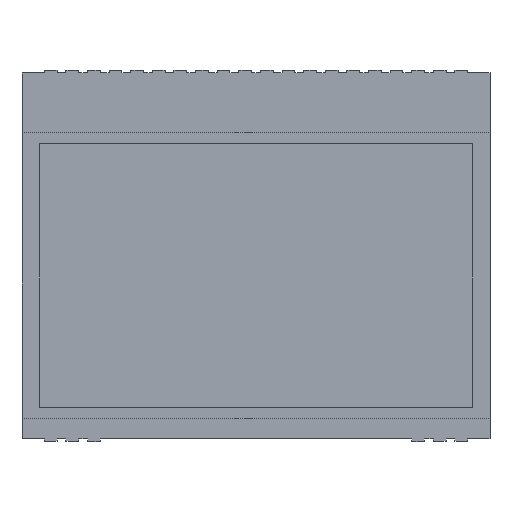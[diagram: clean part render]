
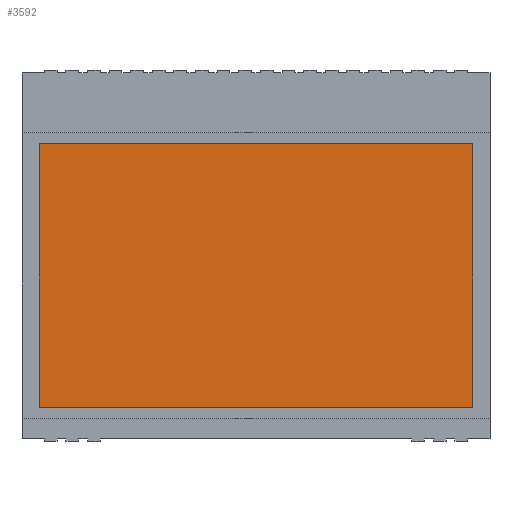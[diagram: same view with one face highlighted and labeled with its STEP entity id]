
A CAD part, top view. The second image highlights one B-rep face of the part: STEP entity #3592.
In plain terms, the highlighted planar face has unit normal (0, 0, 1).
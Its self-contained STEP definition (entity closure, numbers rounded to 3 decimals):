
#3502 = VERTEX_POINT('',#3503);
#3503 = CARTESIAN_POINT('',(-25.5,-15.6,13.5));
#3509 = EDGE_CURVE('',#3510,#3502,#3512,.T.);
#3510 = VERTEX_POINT('',#3511);
#3511 = CARTESIAN_POINT('',(-25.5,15.4,13.5));
#3512 = LINE('',#3513,#3514);
#3513 = CARTESIAN_POINT('',(-25.5,15.4,13.5));
#3514 = VECTOR('',#3515,1.);
#3515 = DIRECTION('',(0.,-1.,0.));
#3533 = VERTEX_POINT('',#3534);
#3534 = CARTESIAN_POINT('',(25.5,-15.6,13.5));
#3540 = EDGE_CURVE('',#3502,#3533,#3541,.T.);
#3541 = LINE('',#3542,#3543);
#3542 = CARTESIAN_POINT('',(-25.5,-15.6,13.5));
#3543 = VECTOR('',#3544,1.);
#3544 = DIRECTION('',(1.,0.,0.));
#3557 = VERTEX_POINT('',#3558);
#3558 = CARTESIAN_POINT('',(25.5,15.4,13.5));
#3564 = EDGE_CURVE('',#3533,#3557,#3565,.T.);
#3565 = LINE('',#3566,#3567);
#3566 = CARTESIAN_POINT('',(25.5,15.4,13.5));
#3567 = VECTOR('',#3568,1.);
#3568 = DIRECTION('',(0.,1.,0.));
#3581 = EDGE_CURVE('',#3557,#3510,#3582,.T.);
#3582 = LINE('',#3583,#3584);
#3583 = CARTESIAN_POINT('',(-25.5,15.4,13.5));
#3584 = VECTOR('',#3585,1.);
#3585 = DIRECTION('',(-1.,0.,0.));
#3592 = ADVANCED_FACE('',(#3593),#3599,.T.);
#3593 = FACE_BOUND('',#3594,.T.);
#3594 = EDGE_LOOP('',(#3595,#3596,#3597,#3598));
#3595 = ORIENTED_EDGE('',*,*,#3509,.T.);
#3596 = ORIENTED_EDGE('',*,*,#3540,.T.);
#3597 = ORIENTED_EDGE('',*,*,#3564,.T.);
#3598 = ORIENTED_EDGE('',*,*,#3581,.T.);
#3599 = PLANE('',#3600);
#3600 = AXIS2_PLACEMENT_3D('',#3601,#3602,#3603);
#3601 = CARTESIAN_POINT('',(-25.5,-15.6,13.5));
#3602 = DIRECTION('',(0.,0.,1.));
#3603 = DIRECTION('',(0.,-1.,0.));
